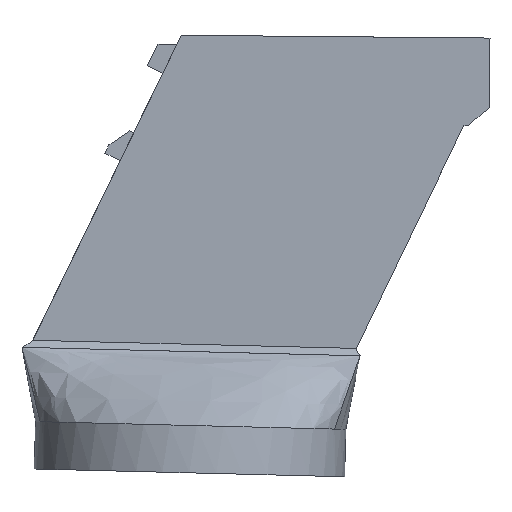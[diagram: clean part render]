
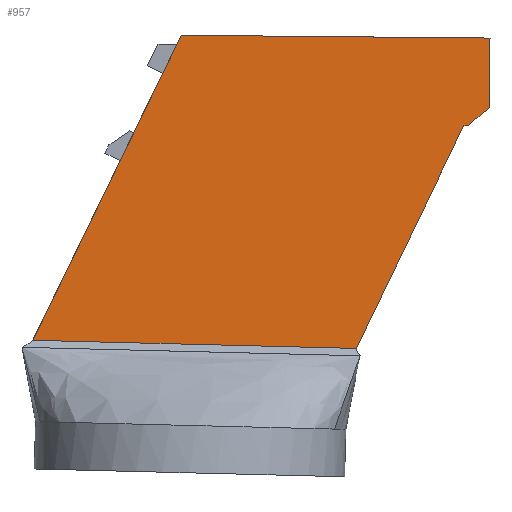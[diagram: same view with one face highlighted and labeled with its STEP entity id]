
A CAD part, front view. The second image highlights one B-rep face of the part: STEP entity #957.
In plain terms, the highlighted planar face has unit normal (0, -1, 0).
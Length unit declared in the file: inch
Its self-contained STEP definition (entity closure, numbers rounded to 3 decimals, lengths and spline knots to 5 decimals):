
#91=FACE_OUTER_BOUND('',#143,.T.);
#143=EDGE_LOOP('',(#817,#818,#819,#820,#821,#822,#823));
#184=LINE('',#1318,#295);
#195=LINE('',#1339,#306);
#235=LINE('',#2058,#346);
#248=LINE('',#2082,#359);
#249=LINE('',#2084,#360);
#250=LINE('',#2087,#361);
#251=LINE('',#2088,#362);
#295=VECTOR('',#1078,0.3937);
#306=VECTOR('',#1095,0.3937);
#346=VECTOR('',#1191,0.3937);
#359=VECTOR('',#1208,0.3937);
#360=VECTOR('',#1211,0.3937);
#361=VECTOR('',#1214,0.3937);
#362=VECTOR('',#1215,0.3937);
#399=VERTEX_POINT('',#1315);
#400=VERTEX_POINT('',#1317);
#407=VERTEX_POINT('',#1338);
#458=VERTEX_POINT('',#2056);
#459=VERTEX_POINT('',#2057);
#468=VERTEX_POINT('',#2080);
#469=VERTEX_POINT('',#2086);
#500=EDGE_CURVE('',#399,#400,#184,.T.);
#511=EDGE_CURVE('',#407,#400,#195,.T.);
#578=EDGE_CURVE('',#458,#459,#235,.T.);
#591=EDGE_CURVE('',#399,#468,#248,.T.);
#592=EDGE_CURVE('',#459,#468,#249,.T.);
#593=EDGE_CURVE('',#469,#458,#250,.T.);
#594=EDGE_CURVE('',#407,#469,#251,.T.);
#817=ORIENTED_EDGE('',*,*,#500,.F.);
#818=ORIENTED_EDGE('',*,*,#591,.T.);
#819=ORIENTED_EDGE('',*,*,#592,.F.);
#820=ORIENTED_EDGE('',*,*,#578,.F.);
#821=ORIENTED_EDGE('',*,*,#593,.F.);
#822=ORIENTED_EDGE('',*,*,#594,.F.);
#823=ORIENTED_EDGE('',*,*,#511,.T.);
#909=PLANE('',#1017);
#957=ADVANCED_FACE('',(#91),#909,.F.);
#1017=AXIS2_PLACEMENT_3D('',#2085,#1212,#1213);
#1078=DIRECTION('',(-1.,0.,0.025));
#1095=DIRECTION('',(-0.438,0.,-0.899));
#1191=DIRECTION('',(-0.765,0.,-0.644));
#1208=DIRECTION('',(0.435,0.,0.901));
#1211=DIRECTION('',(-1.,0.,0.009));
#1212=DIRECTION('center_axis',(0.,1.,0.));
#1213=DIRECTION('ref_axis',(1.,0.,0.));
#1214=DIRECTION('',(-0.009,0.,-1.));
#1215=DIRECTION('',(1.,0.,-0.009));
#1315=CARTESIAN_POINT('',(2.66671,0.,0.26176));
#1317=CARTESIAN_POINT('',(-2.58627,0.,0.39349));
#1318=CARTESIAN_POINT('',(0.62503,0.,0.31296));
#1338=CARTESIAN_POINT('',(-0.17678,0.,5.34535));
#1339=CARTESIAN_POINT('',(-0.17678,0.,5.34535));
#2056=CARTESIAN_POINT('',(4.82618,0.,4.17063));
#2057=CARTESIAN_POINT('',(4.47349,0.,3.8738));
#2058=CARTESIAN_POINT('',(3.4862,0.,3.04289));
#2080=CARTESIAN_POINT('',(4.40951,0.,3.87438));
#2082=CARTESIAN_POINT('',(4.00563,0.,3.03718));
#2084=CARTESIAN_POINT('',(4.82348,0.,3.87064));
#2085=CARTESIAN_POINT('Origin',(1.33709,0.,3.2345));
#2086=CARTESIAN_POINT('',(4.83637,0.,5.30012));
#2087=CARTESIAN_POINT('',(4.83637,0.,5.30012));
#2088=CARTESIAN_POINT('',(-0.17678,0.,5.34535));
